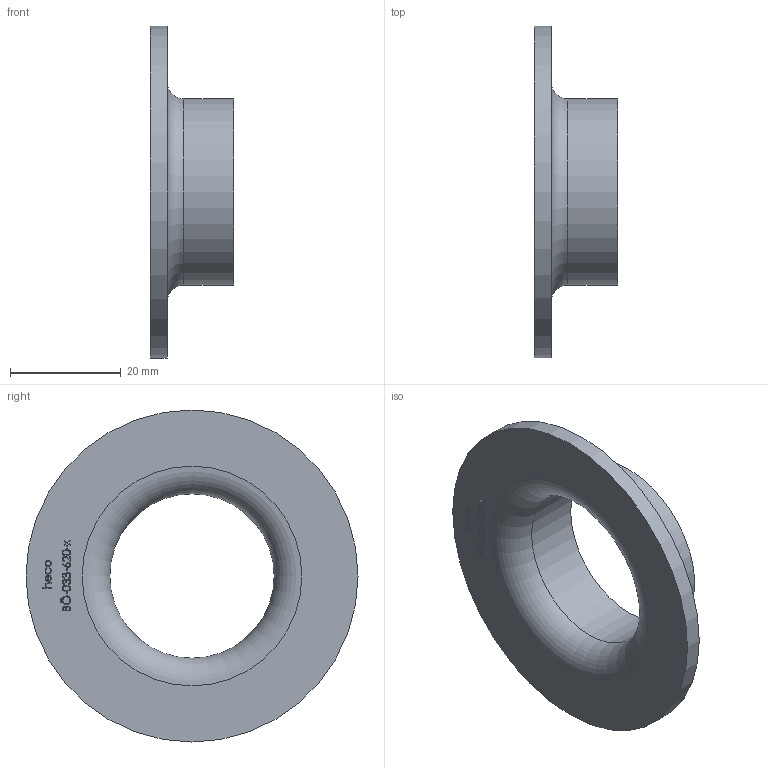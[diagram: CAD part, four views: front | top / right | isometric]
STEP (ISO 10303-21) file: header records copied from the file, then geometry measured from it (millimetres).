
FILE_DESCRIPTION (( 'STEP AP214' ), '1' );
FILE_NAME ('BÖ-033-620-x Vorschweissbördel 2010.STEP', '2020-10-09T11:20:05', ( '' ), ( '' ), 'SwSTEP 2.0', 'SolidWorks 2019', '' );
FILE_SCHEMA (( 'AUTOMOTIVE_DESIGN' ));
Length unit declared in the file: millimetre
Products named in the file (1): BÖ-033-620-x Vorschweissbördel 2010
Bounding box: 15 x 60 x 60 mm (x, y, z)
Volume: 8466 mm3; surface area: 7218.6 mm2
Topology: 1 solids, 1 shells, 216 faces, 560 edges, 373 vertices
Faces by surface type: bspline 121, plane 90, cylinder 3, torus 2
Full cylindrical faces by diameter (mm): 29.7 x1, 33.7 x1, 60 x1
Entity records: 15478 total; most frequent: CARTESIAN_POINT 8800, ORIENTED_EDGE 1108, EDGE_CURVE 554, DIRECTION 512, VERTEX_POINT 372, VECTOR 304, LINE 304, EDGE_LOOP 250
